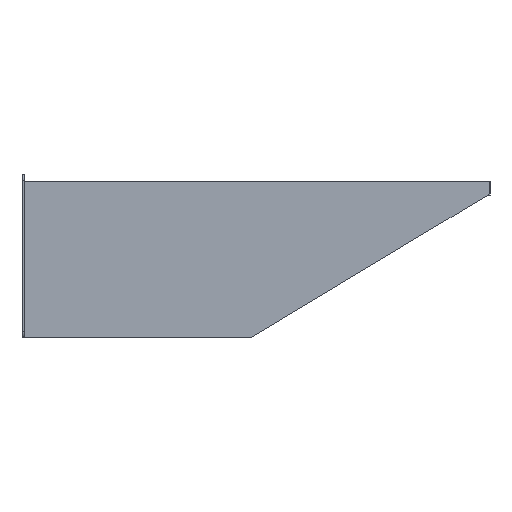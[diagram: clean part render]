
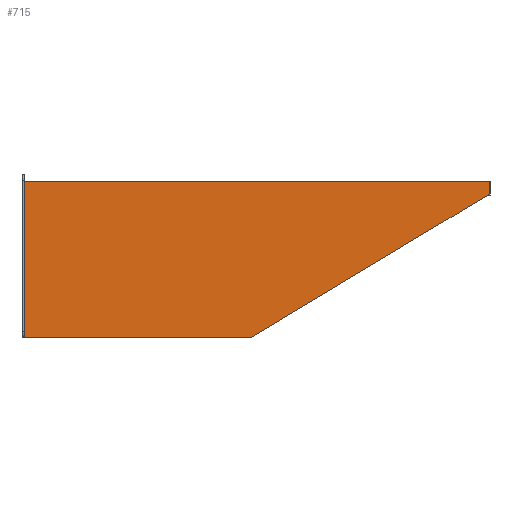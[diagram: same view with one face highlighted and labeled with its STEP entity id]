
A CAD part, left-side view. The second image highlights one B-rep face of the part: STEP entity #715.
In plain terms, the highlighted planar face has unit normal (-1, 0, 0).
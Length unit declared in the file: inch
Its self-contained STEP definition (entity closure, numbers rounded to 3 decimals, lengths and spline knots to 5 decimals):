
#287 = CARTESIAN_POINT ( 'NONE',  ( -8.81, -7.43, 0.03937 ) ) ;
#293 = VERTEX_POINT ( 'NONE', #5598 ) ;
#341 = VECTOR ( 'NONE', #5791, 39.37008 ) ;
#715 = ADVANCED_FACE ( 'NONE', ( #12159 ), #8364, .F. ) ;
#838 = CARTESIAN_POINT ( 'NONE',  ( -8.81, -7.492, 0.03937 ) ) ;
#1436 = DIRECTION ( 'NONE',  ( 0., 0., -1. ) ) ;
#1676 = ORIENTED_EDGE ( 'NONE', *, *, #6256, .F. ) ;
#1706 = CARTESIAN_POINT ( 'NONE',  ( -8.81, -7.43, -0.38063 ) ) ;
#1768 = ORIENTED_EDGE ( 'NONE', *, *, #8466, .F. ) ;
#1914 = VECTOR ( 'NONE', #4342, 39.37008 ) ;
#1963 = CARTESIAN_POINT ( 'NONE',  ( -8.81, 7.43, 0.03937 ) ) ;
#2228 = ORIENTED_EDGE ( 'NONE', *, *, #8392, .T. ) ;
#2401 = EDGE_CURVE ( 'NONE', #5347, #10657, #12684, .T. ) ;
#3095 = CARTESIAN_POINT ( 'NONE',  ( -8.81, -7.492, 0.03937 ) ) ;
#3375 = DIRECTION ( 'NONE',  ( 0., 1., 0. ) ) ;
#3405 = CARTESIAN_POINT ( 'NONE',  ( -8.81, 0.18, -4.96063 ) ) ;
#4342 = DIRECTION ( 'NONE',  ( 0., -0.857, 0.516 ) ) ;
#4576 = AXIS2_PLACEMENT_3D ( 'NONE', #12133, #6510, #6456 ) ;
#4594 = VECTOR ( 'NONE', #3375, 39.37008 ) ;
#4683 = DIRECTION ( 'NONE',  ( 0., -1., 0. ) ) ;
#4967 = EDGE_CURVE ( 'NONE', #5347, #9571, #8409, .T. ) ;
#5347 = VERTEX_POINT ( 'NONE', #1963 ) ;
#5598 = CARTESIAN_POINT ( 'NONE',  ( -8.81, -7.492, -0.38063 ) ) ;
#5755 = VECTOR ( 'NONE', #11215, 39.37008 ) ;
#5791 = DIRECTION ( 'NONE',  ( 0., -1., 0. ) ) ;
#5941 = LINE ( 'NONE', #3095, #6261 ) ;
#5944 = CARTESIAN_POINT ( 'NONE',  ( -8.81, 7.43, -4.96063 ) ) ;
#6256 = EDGE_CURVE ( 'NONE', #10657, #293, #5941, .T. ) ;
#6261 = VECTOR ( 'NONE', #11108, 39.37008 ) ;
#6371 = CARTESIAN_POINT ( 'NONE',  ( -8.81, -7.43, -0.37763 ) ) ;
#6456 = DIRECTION ( 'NONE',  ( 0., 0., -1. ) ) ;
#6491 = VECTOR ( 'NONE', #1436, 39.37008 ) ;
#6510 = DIRECTION ( 'NONE',  ( 1., 0., 0. ) ) ;
#6620 = VERTEX_POINT ( 'NONE', #3405 ) ;
#6664 = LINE ( 'NONE', #6371, #1914 ) ;
#6674 = VERTEX_POINT ( 'NONE', #10754 ) ;
#6732 = EDGE_CURVE ( 'NONE', #9571, #6620, #10603, .T. ) ;
#6798 = ORIENTED_EDGE ( 'NONE', *, *, #2401, .F. ) ;
#7130 = LINE ( 'NONE', #287, #6491 ) ;
#7461 = CARTESIAN_POINT ( 'NONE',  ( -8.81, 7.43, 0.03937 ) ) ;
#7686 = CARTESIAN_POINT ( 'NONE',  ( -8.81, 0.18, -4.96063 ) ) ;
#7952 = VECTOR ( 'NONE', #4683, 39.37008 ) ;
#8364 = PLANE ( 'NONE',  #4576 ) ;
#8368 = CARTESIAN_POINT ( 'NONE',  ( -8.81, -7.492, -0.38063 ) ) ;
#8392 = EDGE_CURVE ( 'NONE', #6674, #8956, #7130, .T. ) ;
#8409 = LINE ( 'NONE', #7461, #5755 ) ;
#8466 = EDGE_CURVE ( 'NONE', #293, #8956, #12837, .T. ) ;
#8956 = VERTEX_POINT ( 'NONE', #1706 ) ;
#9054 = ORIENTED_EDGE ( 'NONE', *, *, #10993, .T. ) ;
#9571 = VERTEX_POINT ( 'NONE', #5944 ) ;
#10504 = EDGE_LOOP ( 'NONE', ( #12910, #11071, #9054, #2228, #1768, #1676, #6798 ) ) ;
#10603 = LINE ( 'NONE', #7686, #7952 ) ;
#10657 = VERTEX_POINT ( 'NONE', #838 ) ;
#10707 = CARTESIAN_POINT ( 'NONE',  ( -8.81, -7.43, 0.03937 ) ) ;
#10754 = CARTESIAN_POINT ( 'NONE',  ( -8.81, -7.43, -0.37763 ) ) ;
#10993 = EDGE_CURVE ( 'NONE', #6620, #6674, #6664, .T. ) ;
#11071 = ORIENTED_EDGE ( 'NONE', *, *, #6732, .T. ) ;
#11108 = DIRECTION ( 'NONE',  ( 0., 0., -1. ) ) ;
#11215 = DIRECTION ( 'NONE',  ( 0., 0., -1. ) ) ;
#12133 = CARTESIAN_POINT ( 'NONE',  ( -8.81, -7.43, 0.03937 ) ) ;
#12159 = FACE_OUTER_BOUND ( 'NONE', #10504, .T. ) ;
#12684 = LINE ( 'NONE', #10707, #341 ) ;
#12837 = LINE ( 'NONE', #8368, #4594 ) ;
#12910 = ORIENTED_EDGE ( 'NONE', *, *, #4967, .T. ) ;
